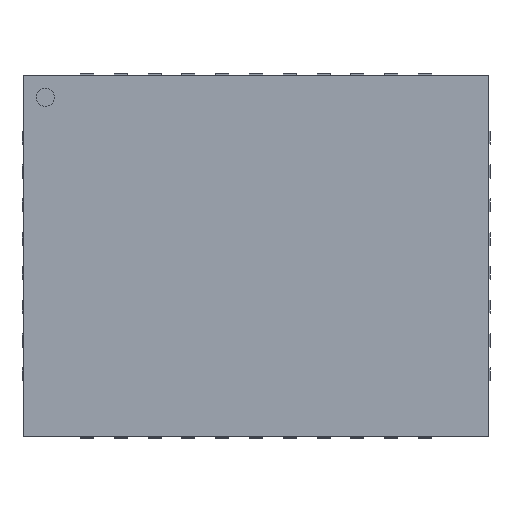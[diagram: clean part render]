
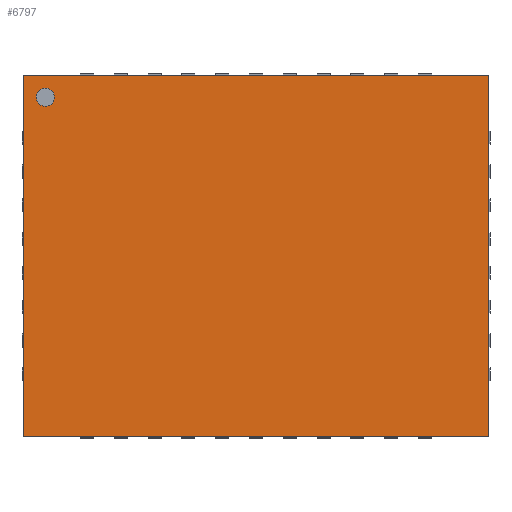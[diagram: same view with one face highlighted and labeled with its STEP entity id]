
A CAD part, top view. The second image highlights one B-rep face of the part: STEP entity #6797.
In plain terms, the highlighted planar face has unit normal (0, 0, 1).
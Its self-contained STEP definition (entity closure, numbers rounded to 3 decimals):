
#1627 = EDGE_CURVE('',#1628,#1630,#1632,.T.);
#1628 = VERTEX_POINT('',#1629);
#1629 = CARTESIAN_POINT('',(-4.475,3.475,1.046));
#1630 = VERTEX_POINT('',#1631);
#1631 = CARTESIAN_POINT('',(4.475,3.475,1.046));
#1632 = LINE('',#1633,#1634);
#1633 = CARTESIAN_POINT('',(-4.475,3.475,1.046));
#1634 = VECTOR('',#1635,1.);
#1635 = DIRECTION('',(1.,0.,0.));
#2991 = EDGE_CURVE('',#1630,#2992,#2994,.T.);
#2992 = VERTEX_POINT('',#2993);
#2993 = CARTESIAN_POINT('',(4.475,-3.475,1.046));
#2994 = LINE('',#2995,#2996);
#2995 = CARTESIAN_POINT('',(4.475,3.475,1.046));
#2996 = VECTOR('',#2997,1.);
#2997 = DIRECTION('',(0.,-1.,0.));
#3981 = EDGE_CURVE('',#3982,#2992,#3984,.T.);
#3982 = VERTEX_POINT('',#3983);
#3983 = CARTESIAN_POINT('',(-4.475,-3.475,1.046));
#3984 = LINE('',#3985,#3986);
#3985 = CARTESIAN_POINT('',(-4.475,-3.475,1.046));
#3986 = VECTOR('',#3987,1.);
#3987 = DIRECTION('',(1.,0.,0.));
#5338 = EDGE_CURVE('',#1628,#3982,#5339,.T.);
#5339 = LINE('',#5340,#5341);
#5340 = CARTESIAN_POINT('',(-4.475,3.475,1.046));
#5341 = VECTOR('',#5342,1.);
#5342 = DIRECTION('',(0.,-1.,0.));
#6797 = ADVANCED_FACE('',(#6798,#6804),#6815,.T.);
#6798 = FACE_BOUND('',#6799,.T.);
#6799 = EDGE_LOOP('',(#6800,#6801,#6802,#6803));
#6800 = ORIENTED_EDGE('',*,*,#1627,.F.);
#6801 = ORIENTED_EDGE('',*,*,#5338,.T.);
#6802 = ORIENTED_EDGE('',*,*,#3981,.T.);
#6803 = ORIENTED_EDGE('',*,*,#2991,.F.);
#6804 = FACE_BOUND('',#6805,.T.);
#6805 = EDGE_LOOP('',(#6806));
#6806 = ORIENTED_EDGE('',*,*,#6807,.T.);
#6807 = EDGE_CURVE('',#6808,#6808,#6810,.T.);
#6808 = VERTEX_POINT('',#6809);
#6809 = CARTESIAN_POINT('',(-4.05,2.875,1.046));
#6810 = CIRCLE('',#6811,0.175);
#6811 = AXIS2_PLACEMENT_3D('',#6812,#6813,#6814);
#6812 = CARTESIAN_POINT('',(-4.05,3.05,1.046));
#6813 = DIRECTION('',(-0.,0.,-1.));
#6814 = DIRECTION('',(0.,-1.,0.));
#6815 = PLANE('',#6816);
#6816 = AXIS2_PLACEMENT_3D('',#6817,#6818,#6819);
#6817 = CARTESIAN_POINT('',(-4.475,3.475,1.046));
#6818 = DIRECTION('',(0.,0.,1.));
#6819 = DIRECTION('',(0.,-1.,0.));
